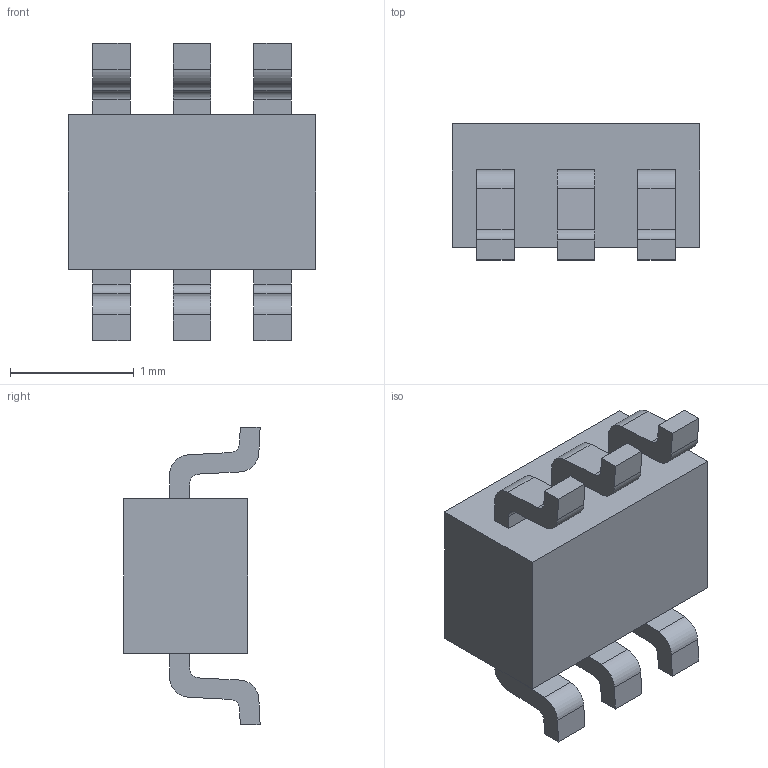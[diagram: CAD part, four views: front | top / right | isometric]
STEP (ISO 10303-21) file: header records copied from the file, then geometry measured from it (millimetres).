
FILE_DESCRIPTION (( 'STEP AP214' ), '1' );
FILE_NAME ('User Library-R-PDSO-G6.STEP', '2016-02-24T02:17:38', ( 'Windows User' ), ( '' ), 'SwSTEP 2.0', 'SolidWorks 2016', '' );
FILE_SCHEMA (( 'AUTOMOTIVE_DESIGN' ));
Length unit declared in the file: millimetre
Products named in the file (1): User Library-R-PDSO-G6
Bounding box: 2 x 1.1 x 2.4 mm (x, y, z)
Volume: 2.8 mm3; surface area: 17.2 mm2
Topology: 1 solids, 1 shells, 87 faces, 234 edges, 156 vertices
Faces by surface type: plane 61, cylinder 26
Entity records: 3711 total; most frequent: CARTESIAN_POINT 478, ORIENTED_EDGE 468, DIRECTION 462, EDGE_CURVE 234, LINE 182, VECTOR 182, VERTEX_POINT 156, AXIS2_PLACEMENT_3D 140
